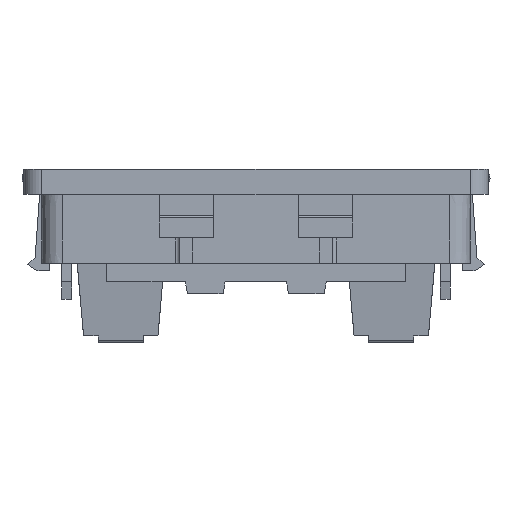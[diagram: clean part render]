
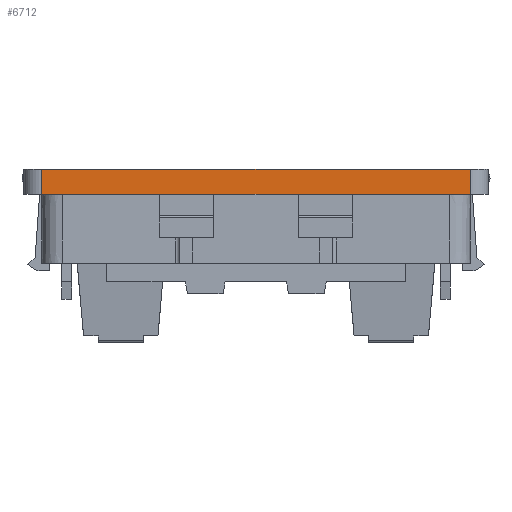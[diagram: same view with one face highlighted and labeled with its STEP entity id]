
A CAD part, front view. The second image highlights one B-rep face of the part: STEP entity #6712.
In plain terms, the highlighted planar face has unit normal (0, -1, 0).
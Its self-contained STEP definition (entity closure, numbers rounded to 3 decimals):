
#6685=AXIS2_PLACEMENT_3D('Plane Axis2P3D',#6682,#6683,#6684) ;
#6660=CARTESIAN_POINT('Vertex',(2.2,1.25,16.477)) ;
#6663=CARTESIAN_POINT('Line Origine',(2.2,1.25,17.877)) ;
#6667=CARTESIAN_POINT('Vertex',(2.2,1.25,19.277)) ;
#6682=CARTESIAN_POINT('Axis2P3D Location',(49.7,1.25,19.277)) ;
#6687=CARTESIAN_POINT('Line Origine',(25.95,1.25,16.477)) ;
#6691=CARTESIAN_POINT('Vertex',(49.7,1.25,16.477)) ;
#6694=CARTESIAN_POINT('Line Origine',(49.7,1.25,17.877)) ;
#6698=CARTESIAN_POINT('Vertex',(49.7,1.25,19.277)) ;
#6701=CARTESIAN_POINT('Line Origine',(25.95,1.25,19.277)) ;
#6664=DIRECTION('Vector Direction',(0.,0.,1.)) ;
#6683=DIRECTION('Axis2P3D Direction',(0.,-1.,0.)) ;
#6684=DIRECTION('Axis2P3D XDirection',(-1.,0.,0.)) ;
#6688=DIRECTION('Vector Direction',(-1.,0.,0.)) ;
#6695=DIRECTION('Vector Direction',(0.,0.,-1.)) ;
#6702=DIRECTION('Vector Direction',(-1.,0.,0.)) ;
#6665=VECTOR('Line Direction',#6664,1.) ;
#6689=VECTOR('Line Direction',#6688,1.) ;
#6696=VECTOR('Line Direction',#6695,1.) ;
#6703=VECTOR('Line Direction',#6702,1.) ;
#6707=ORIENTED_EDGE('',*,*,#6693,.T.) ;
#6708=ORIENTED_EDGE('',*,*,#6700,.F.) ;
#6709=ORIENTED_EDGE('',*,*,#6705,.F.) ;
#6710=ORIENTED_EDGE('',*,*,#6669,.T.) ;
#6712=ADVANCED_FACE('65827_IE-FC-IP-PWB.1\\57218 AFPL PWB 2ST FC.1\\Hauptk\X2\00F6\X0\rper',(#6711),#6686,.T.) ;
#6669=EDGE_CURVE('',#6668,#6661,#6666,.F.) ;
#6693=EDGE_CURVE('',#6661,#6692,#6690,.F.) ;
#6700=EDGE_CURVE('',#6699,#6692,#6697,.T.) ;
#6705=EDGE_CURVE('',#6668,#6699,#6704,.F.) ;
#6706=EDGE_LOOP('',(#6707,#6708,#6709,#6710)) ;
#6711=FACE_OUTER_BOUND('',#6706,.T.) ;
#6666=LINE('Line',#6663,#6665) ;
#6690=LINE('Line',#6687,#6689) ;
#6697=LINE('Line',#6694,#6696) ;
#6704=LINE('Line',#6701,#6703) ;
#6686=PLANE('',#6685) ;
#6661=VERTEX_POINT('',#6660) ;
#6668=VERTEX_POINT('',#6667) ;
#6692=VERTEX_POINT('',#6691) ;
#6699=VERTEX_POINT('',#6698) ;
